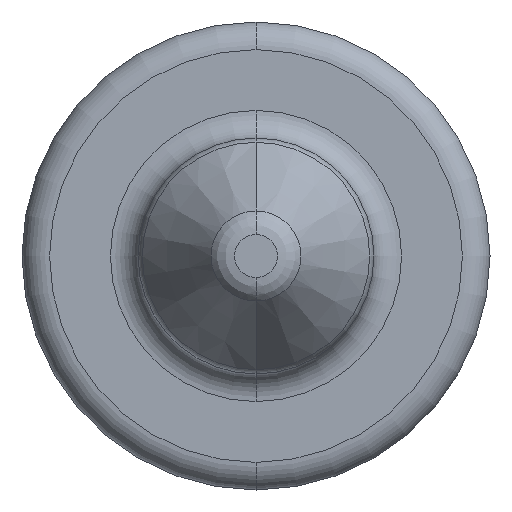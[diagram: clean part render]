
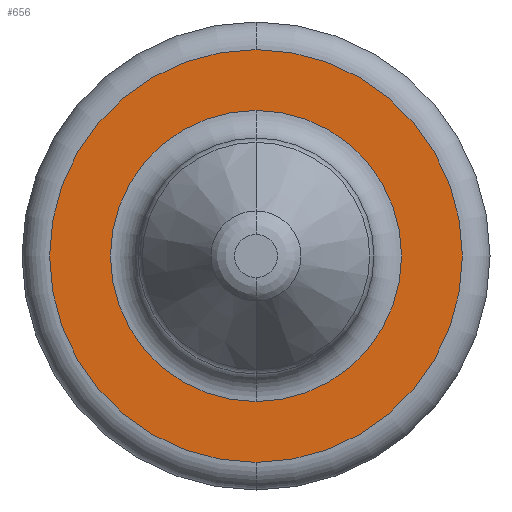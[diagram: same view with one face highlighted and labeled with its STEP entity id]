
A CAD part, front view. The second image highlights one B-rep face of the part: STEP entity #656.
In plain terms, the highlighted planar face has unit normal (0, -1, 0).
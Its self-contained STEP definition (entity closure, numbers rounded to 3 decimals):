
#8 = CIRCLE ( 'NONE', #722, 0.395 ) ;
#10 = CARTESIAN_POINT ( 'NONE',  ( 0., 0., -0.395 ) ) ;
#35 = DIRECTION ( 'NONE',  ( 0., 0., 1. ) ) ;
#88 = CARTESIAN_POINT ( 'NONE',  ( 0., 0., 0. ) ) ;
#90 = CIRCLE ( 'NONE', #327, 0.56 ) ;
#169 = FACE_BOUND ( 'NONE', #770, .T. ) ;
#193 = CIRCLE ( 'NONE', #658, 0.56 ) ;
#211 = AXIS2_PLACEMENT_3D ( 'NONE', #271, #740, #346 ) ;
#223 = DIRECTION ( 'NONE',  ( 0., 1., 0. ) ) ;
#234 = CARTESIAN_POINT ( 'NONE',  ( 0., 0., 0.56 ) ) ;
#271 = CARTESIAN_POINT ( 'NONE',  ( 0., 0., 0. ) ) ;
#276 = DIRECTION ( 'NONE',  ( 0., -1., 0. ) ) ;
#327 = AXIS2_PLACEMENT_3D ( 'NONE', #672, #276, #742 ) ;
#332 = EDGE_CURVE ( 'NONE', #339, #450, #90, .T. ) ;
#339 = VERTEX_POINT ( 'NONE', #478 ) ;
#346 = DIRECTION ( 'NONE',  ( 0., 0., 1. ) ) ;
#361 = CARTESIAN_POINT ( 'NONE',  ( 0., 0., 0. ) ) ;
#421 = EDGE_CURVE ( 'NONE', #502, #448, #8, .T. ) ;
#427 = DIRECTION ( 'NONE',  ( 0., 0., 1. ) ) ;
#440 = DIRECTION ( 'NONE',  ( 0., 1., 0. ) ) ;
#448 = VERTEX_POINT ( 'NONE', #768 ) ;
#450 = VERTEX_POINT ( 'NONE', #234 ) ;
#478 = CARTESIAN_POINT ( 'NONE',  ( 0., 0., -0.56 ) ) ;
#502 = VERTEX_POINT ( 'NONE', #10 ) ;
#508 = EDGE_CURVE ( 'NONE', #448, #502, #623, .T. ) ;
#534 = ORIENTED_EDGE ( 'NONE', *, *, #421, .T. ) ;
#598 = ORIENTED_EDGE ( 'NONE', *, *, #508, .T. ) ;
#623 = CIRCLE ( 'NONE', #211, 0.395 ) ;
#632 = EDGE_CURVE ( 'NONE', #450, #339, #193, .T. ) ;
#656 = ADVANCED_FACE ( 'NONE', ( #169, #681 ), #795, .F. ) ;
#658 = AXIS2_PLACEMENT_3D ( 'NONE', #361, #827, #427 ) ;
#662 = ORIENTED_EDGE ( 'NONE', *, *, #332, .T. ) ;
#672 = CARTESIAN_POINT ( 'NONE',  ( 0., 0., 0. ) ) ;
#681 = FACE_OUTER_BOUND ( 'NONE', #720, .T. ) ;
#688 = DIRECTION ( 'NONE',  ( 0., 0., 1. ) ) ;
#713 = ORIENTED_EDGE ( 'NONE', *, *, #632, .T. ) ;
#720 = EDGE_LOOP ( 'NONE', ( #713, #662 ) ) ;
#722 = AXIS2_PLACEMENT_3D ( 'NONE', #841, #440, #35 ) ;
#740 = DIRECTION ( 'NONE',  ( 0., 1., 0. ) ) ;
#742 = DIRECTION ( 'NONE',  ( 0., 0., 1. ) ) ;
#768 = CARTESIAN_POINT ( 'NONE',  ( 0., 0., 0.395 ) ) ;
#770 = EDGE_LOOP ( 'NONE', ( #598, #534 ) ) ;
#795 = PLANE ( 'NONE',  #847 ) ;
#827 = DIRECTION ( 'NONE',  ( 0., -1., 0. ) ) ;
#841 = CARTESIAN_POINT ( 'NONE',  ( 0., 0., 0. ) ) ;
#847 = AXIS2_PLACEMENT_3D ( 'NONE', #88, #223, #688 ) ;
